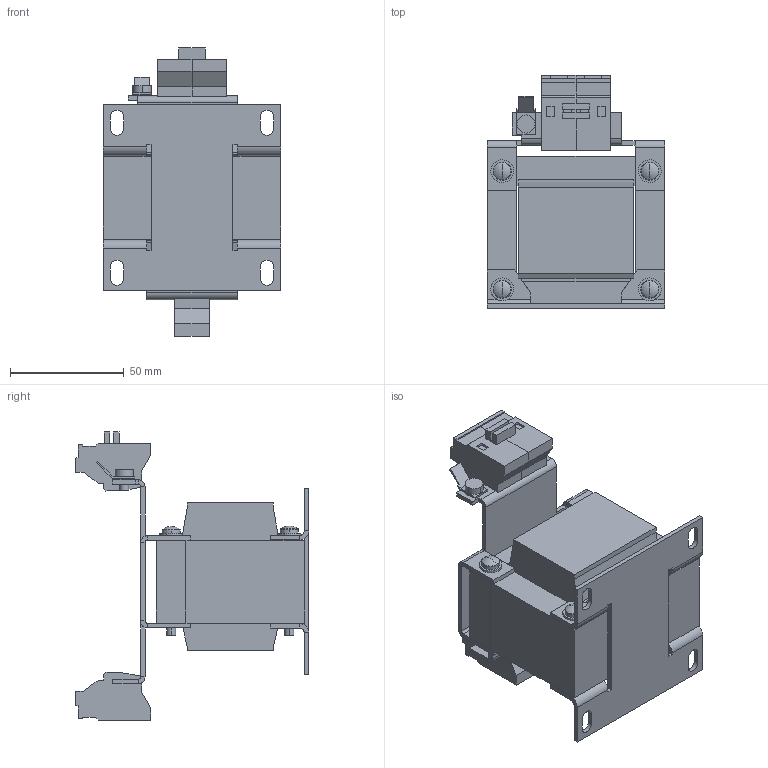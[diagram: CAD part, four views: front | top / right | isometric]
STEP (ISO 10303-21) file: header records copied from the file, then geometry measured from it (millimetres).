
FILE_DESCRIPTION (( 'STEP AP214' ), '1' );
FILE_NAME ('208817.STEP', '2020-07-15T12:14:57', ( '' ), ( '' ), 'SwSTEP 2.0', 'SolidWorks 2018', '' );
FILE_SCHEMA (( 'AUTOMOTIVE_DESIGN' ));
Length unit declared in the file: millimetre
Products named in the file (1): 208817
Bounding box: 78 x 102.7 x 126.8 mm (x, y, z)
Volume: 291664 mm3; surface area: 64967 mm2
Topology: 1 solids, 1 shells, 414 faces, 1077 edges, 669 vertices
Faces by surface type: plane 318, cylinder 80, sphere 8, torus 8
Entity records: 12521 total; most frequent: CARTESIAN_POINT 2179, ORIENTED_EDGE 2154, DIRECTION 2105, EDGE_CURVE 1077, LINE 875, VECTOR 875, VERTEX_POINT 669, AXIS2_PLACEMENT_3D 615
